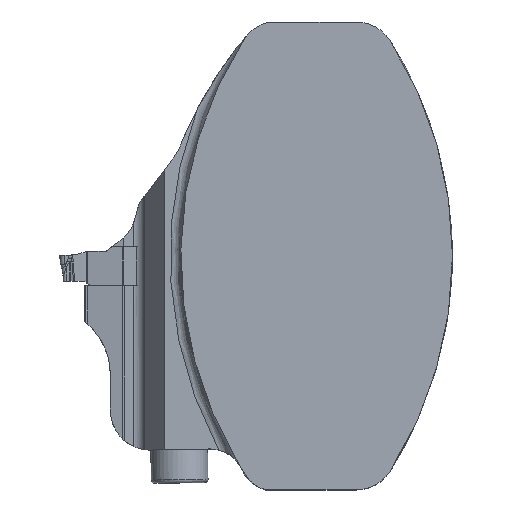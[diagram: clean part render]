
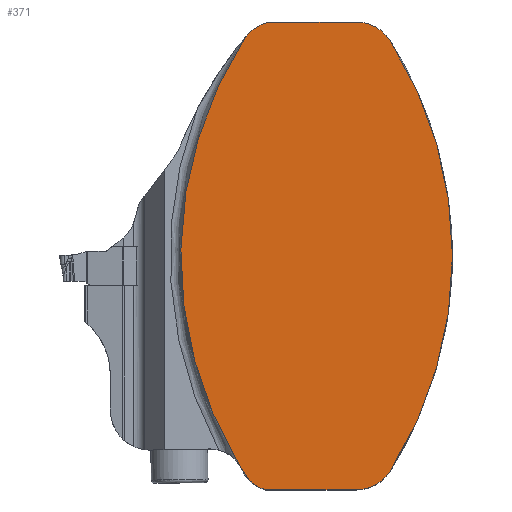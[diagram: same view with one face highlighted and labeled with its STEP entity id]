
A CAD part, top view. The second image highlights one B-rep face of the part: STEP entity #371.
In plain terms, the highlighted planar face has unit normal (0, 0, 1).
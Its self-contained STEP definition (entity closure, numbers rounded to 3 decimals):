
#277=PLANE('',#2684);
#371=ADVANCED_FACE('',(#538),#277,.T.);
#538=FACE_OUTER_BOUND('',#672,.T.);
#672=EDGE_LOOP('',(#1168,#1169,#1170,#1171,#1172,#1173,#1174,#1175,#1176,
#1177,#1178));
#734=CIRCLE('',#2548,60.25);
#736=CIRCLE('',#2552,60.25);
#738=CIRCLE('',#2555,60.25);
#739=CIRCLE('',#2561,6.5);
#740=CIRCLE('',#2564,60.5);
#743=CIRCLE('',#2569,5.5);
#744=CIRCLE('',#2572,5.2);
#746=CIRCLE('',#2576,6.);
#747=CIRCLE('',#2579,6.);
#1168=ORIENTED_EDGE('',*,*,#1787,.F.);
#1169=ORIENTED_EDGE('',*,*,#1753,.F.);
#1170=ORIENTED_EDGE('',*,*,#1783,.F.);
#1171=ORIENTED_EDGE('',*,*,#1756,.T.);
#1172=ORIENTED_EDGE('',*,*,#1793,.F.);
#1173=ORIENTED_EDGE('',*,*,#1764,.T.);
#1174=ORIENTED_EDGE('',*,*,#1795,.F.);
#1175=ORIENTED_EDGE('',*,*,#1771,.F.);
#1176=ORIENTED_EDGE('',*,*,#1774,.T.);
#1177=ORIENTED_EDGE('',*,*,#1777,.T.);
#1178=ORIENTED_EDGE('',*,*,#1761,.F.);
#1520=VERTEX_POINT('',#3443);
#1521=VERTEX_POINT('',#3445);
#1523=VERTEX_POINT('',#3451);
#1524=VERTEX_POINT('',#3452);
#1528=VERTEX_POINT('',#3461);
#1529=VERTEX_POINT('',#3463);
#1531=VERTEX_POINT('',#3469);
#1532=VERTEX_POINT('',#3470);
#1538=VERTEX_POINT('',#3483);
#1539=VERTEX_POINT('',#3485);
#1541=VERTEX_POINT('',#3491);
#1753=EDGE_CURVE('',#1520,#1521,#734,.T.);
#1756=EDGE_CURVE('',#1523,#1524,#2110,.T.);
#1761=EDGE_CURVE('',#1528,#1529,#736,.T.);
#1764=EDGE_CURVE('',#1531,#1532,#738,.T.);
#1771=EDGE_CURVE('',#1538,#1539,#2119,.T.);
#1774=EDGE_CURVE('',#1538,#1541,#739,.T.);
#1777=EDGE_CURVE('',#1541,#1529,#740,.T.);
#1783=EDGE_CURVE('',#1523,#1520,#743,.T.);
#1787=EDGE_CURVE('',#1521,#1528,#744,.T.);
#1793=EDGE_CURVE('',#1531,#1524,#746,.T.);
#1795=EDGE_CURVE('',#1539,#1532,#747,.T.);
#2110=LINE('',#3450,#2293);
#2119=LINE('',#3484,#2302);
#2293=VECTOR('',#2794,1.);
#2302=VECTOR('',#2821,1.);
#2548=AXIS2_PLACEMENT_3D('',#3444,#2787,#2788);
#2552=AXIS2_PLACEMENT_3D('',#3462,#2801,#2802);
#2555=AXIS2_PLACEMENT_3D('',#3468,#2808,#2809);
#2561=AXIS2_PLACEMENT_3D('',#3490,#2826,#2827);
#2564=AXIS2_PLACEMENT_3D('',#3496,#2833,#2834);
#2569=AXIS2_PLACEMENT_3D('',#3520,#2844,#2845);
#2572=AXIS2_PLACEMENT_3D('',#3548,#2851,#2852);
#2576=AXIS2_PLACEMENT_3D('',#3582,#2860,#2861);
#2579=AXIS2_PLACEMENT_3D('',#3585,#2866,#2867);
#2684=AXIS2_PLACEMENT_3D('',#3960,#3157,#3158);
#2787=DIRECTION('',(0.,0.,-1.));
#2788=DIRECTION('',(1.,0.,0.));
#2794=DIRECTION('',(1.,0.,0.));
#2801=DIRECTION('',(0.,0.,-1.));
#2802=DIRECTION('',(1.,0.,0.));
#2808=DIRECTION('',(0.,0.,1.));
#2809=DIRECTION('',(1.,0.,0.));
#2821=DIRECTION('',(1.,0.,0.));
#2826=DIRECTION('',(0.,0.,1.));
#2827=DIRECTION('',(1.,0.,0.));
#2833=DIRECTION('',(0.,0.,1.));
#2834=DIRECTION('',(1.,0.,0.));
#2844=DIRECTION('',(0.,0.,-1.));
#2845=DIRECTION('',(1.,0.,0.));
#2851=DIRECTION('',(0.,0.,1.));
#2852=DIRECTION('',(1.,0.,0.));
#2860=DIRECTION('',(0.,0.,-1.));
#2861=DIRECTION('',(1.,0.,0.));
#2866=DIRECTION('',(0.,0.,-1.));
#2867=DIRECTION('',(1.,0.,0.));
#3157=DIRECTION('',(0.,0.,1.));
#3158=DIRECTION('',(1.,0.,0.));
#3443=CARTESIAN_POINT('',(-10.082,-33.493,0.));
#3444=CARTESIAN_POINT('',(40.,0.,0.));
#3445=CARTESIAN_POINT('',(-11.254,-31.672,0.));
#3450=CARTESIAN_POINT('',(-25.7,-35.,0.));
#3451=CARTESIAN_POINT('',(-7.57,-35.,0.));
#3452=CARTESIAN_POINT('',(5.998,-35.,0.));
#3461=CARTESIAN_POINT('',(-11.611,-31.087,0.));
#3462=CARTESIAN_POINT('',(40.,0.,0.));
#3463=CARTESIAN_POINT('',(-10.52,32.83,0.));
#3468=CARTESIAN_POINT('',(-39.85,0.,0.));
#3469=CARTESIAN_POINT('',(11.069,-32.207,0.));
#3470=CARTESIAN_POINT('',(11.069,32.207,0.));
#3483=CARTESIAN_POINT('',(-7.1,35.,0.));
#3484=CARTESIAN_POINT('',(-25.7,35.,0.));
#3485=CARTESIAN_POINT('',(5.998,35.,0.));
#3490=CARTESIAN_POINT('',(-5.5,28.7,0.));
#3491=CARTESIAN_POINT('',(-10.472,32.887,0.));
#3496=CARTESIAN_POINT('',(35.807,-6.082,0.));
#3520=CARTESIAN_POINT('',(-6.1,-29.7,0.));
#3548=CARTESIAN_POINT('',(-15.862,-34.082,0.));
#3582=CARTESIAN_POINT('',(5.998,-29.,0.));
#3585=CARTESIAN_POINT('',(5.998,29.,0.));
#3960=CARTESIAN_POINT('',(0.,0.,0.));
